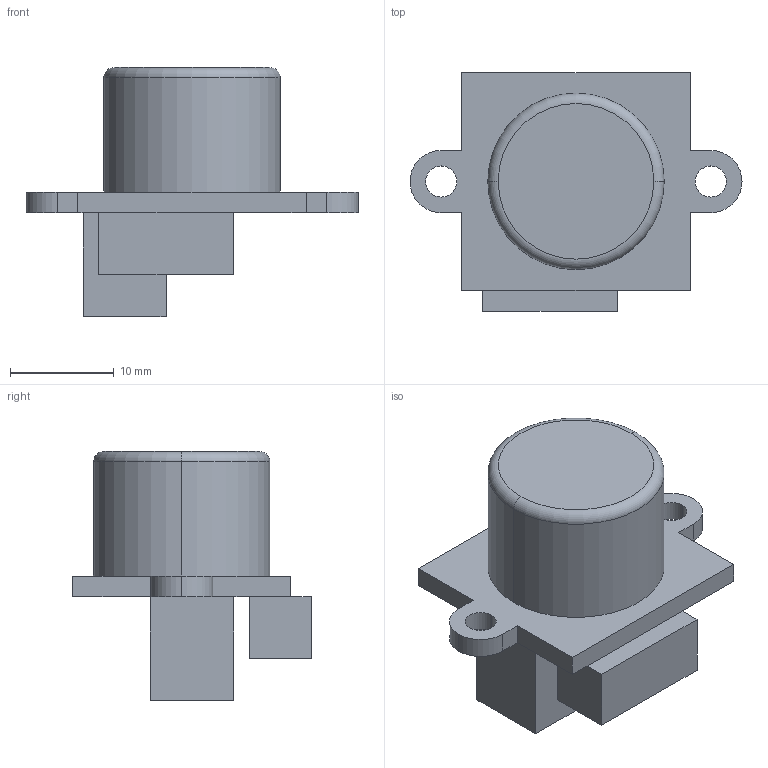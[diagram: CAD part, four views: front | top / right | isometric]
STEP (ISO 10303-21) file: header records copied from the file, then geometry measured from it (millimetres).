
FILE_DESCRIPTION (( 'STEP AP203' ), '1' );
FILE_NAME ('3³¬Éù²¨.STEP', '2021-08-09T08:53:36', ( 'PS' ), ( '' ), 'SwSTEP 2.0', 'SolidWorks 2018', '' );
FILE_SCHEMA (( 'CONFIG_CONTROL_DESIGN' ));
Length unit declared in the file: millimetre
Products named in the file (1): 3閉汒疏
Bounding box: 32 x 23 x 24 mm (x, y, z)
Volume: 4820.9 mm3; surface area: 2457.2 mm2
Topology: 1 solids, 1 shells, 35 faces, 89 edges, 58 vertices
Faces by surface type: plane 24, cylinder 9, torus 2
Entity records: 1138 total; most frequent: DIRECTION 183, CARTESIAN_POINT 183, ORIENTED_EDGE 178, EDGE_CURVE 89, VECTOR 67, LINE 67, AXIS2_PLACEMENT_3D 58, VERTEX_POINT 58
